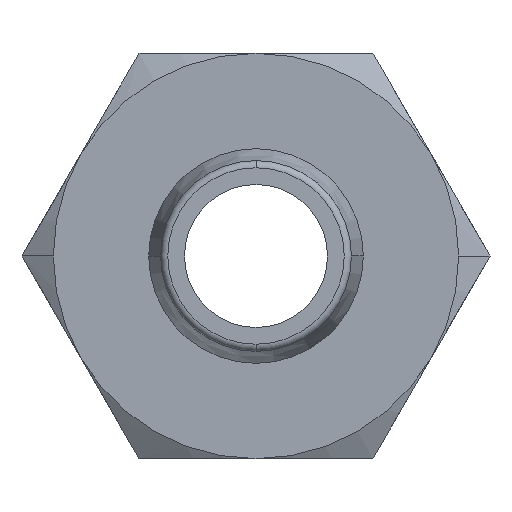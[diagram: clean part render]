
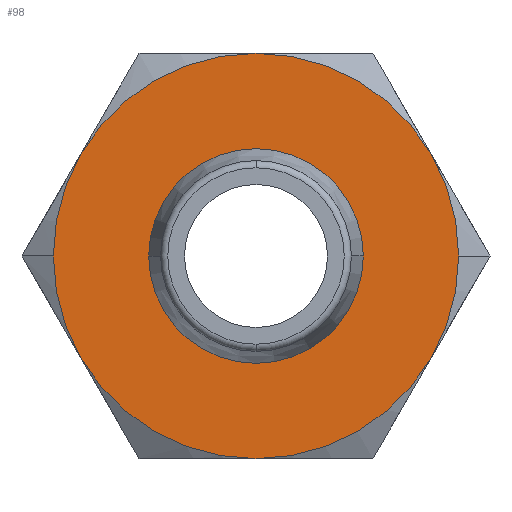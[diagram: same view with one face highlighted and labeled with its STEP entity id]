
A CAD part, front view. The second image highlights one B-rep face of the part: STEP entity #98.
In plain terms, the highlighted planar face has unit normal (0, -1, 0).
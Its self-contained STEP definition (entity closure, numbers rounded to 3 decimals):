
#98=ADVANCED_FACE('',(#215,#216),#217,.T.);
#215=FACE_OUTER_BOUND('',#352,.T.);
#216=FACE_BOUND('',#353,.T.);
#217=PLANE('',#354);
#352=EDGE_LOOP('',(#566,#567,#568,#569,#570,#571,#572,#573));
#353=EDGE_LOOP('',(#574,#575));
#354=AXIS2_PLACEMENT_3D('',#576,#577,#578);
#566=ORIENTED_EDGE('',*,*,#857,.T.);
#567=ORIENTED_EDGE('',*,*,#858,.T.);
#568=ORIENTED_EDGE('',*,*,#859,.T.);
#569=ORIENTED_EDGE('',*,*,#851,.T.);
#570=ORIENTED_EDGE('',*,*,#828,.T.);
#571=ORIENTED_EDGE('',*,*,#860,.T.);
#572=ORIENTED_EDGE('',*,*,#839,.T.);
#573=ORIENTED_EDGE('',*,*,#861,.T.);
#574=ORIENTED_EDGE('',*,*,#862,.F.);
#575=ORIENTED_EDGE('',*,*,#863,.F.);
#576=CARTESIAN_POINT('',(-4.25,14.0,0.0));
#577=DIRECTION('',(0.,-1.0,0.0));
#578=DIRECTION('',(-1.0,0.,0.0));
#828=EDGE_CURVE('',#993,#991,#994,.T.);
#839=EDGE_CURVE('',#950,#1006,#1008,.T.);
#851=EDGE_CURVE('',#927,#993,#1025,.T.);
#857=EDGE_CURVE('',#1033,#1034,#1035,.T.);
#858=EDGE_CURVE('',#1034,#962,#1036,.T.);
#859=EDGE_CURVE('',#962,#927,#1037,.T.);
#860=EDGE_CURVE('',#991,#950,#1038,.T.);
#861=EDGE_CURVE('',#1006,#1033,#1039,.T.);
#862=EDGE_CURVE('',#1040,#1041,#1042,.T.);
#863=EDGE_CURVE('',#1041,#1040,#1043,.T.);
#927=VERTEX_POINT('',#1115);
#950=VERTEX_POINT('',#1165);
#962=VERTEX_POINT('',#1202);
#991=VERTEX_POINT('',#1257);
#993=VERTEX_POINT('',#1260);
#994=CIRCLE('',#1261,8.5);
#1006=VERTEX_POINT('',#1286);
#1008=CIRCLE('',#1299,8.5);
#1025=CIRCLE('',#1331,8.5);
#1033=VERTEX_POINT('',#1341);
#1034=VERTEX_POINT('',#1342);
#1035=CIRCLE('',#1343,8.5);
#1036=CIRCLE('',#1344,8.5);
#1037=CIRCLE('',#1345,8.5);
#1038=CIRCLE('',#1346,8.5);
#1039=CIRCLE('',#1347,8.5);
#1040=VERTEX_POINT('',#1348);
#1041=VERTEX_POINT('',#1349);
#1042=CIRCLE('',#1350,4.5);
#1043=CIRCLE('',#1351,4.5);
#1115=CARTESIAN_POINT('',(0.,14.0,-8.5));
#1165=CARTESIAN_POINT('',(7.361,14.0,4.25));
#1202=CARTESIAN_POINT('',(-7.361,14.0,-4.25));
#1257=CARTESIAN_POINT('',(8.5,14.0,0.));
#1260=CARTESIAN_POINT('',(7.361,14.0,-4.25));
#1261=AXIS2_PLACEMENT_3D('',#1514,#1515,#1516);
#1286=CARTESIAN_POINT('',(0.,14.0,8.5));
#1299=AXIS2_PLACEMENT_3D('',#1528,#1529,#1530);
#1331=AXIS2_PLACEMENT_3D('',#1544,#1545,#1546);
#1341=CARTESIAN_POINT('',(-7.361,14.0,4.25));
#1342=CARTESIAN_POINT('',(-8.5,14.0,0.));
#1343=AXIS2_PLACEMENT_3D('',#1552,#1553,#1554);
#1344=AXIS2_PLACEMENT_3D('',#1555,#1556,#1557);
#1345=AXIS2_PLACEMENT_3D('',#1558,#1559,#1560);
#1346=AXIS2_PLACEMENT_3D('',#1561,#1562,#1563);
#1347=AXIS2_PLACEMENT_3D('',#1564,#1565,#1566);
#1348=CARTESIAN_POINT('',(-4.5,14.0,0.));
#1349=CARTESIAN_POINT('',(4.5,14.0,0.));
#1350=AXIS2_PLACEMENT_3D('',#1567,#1568,#1569);
#1351=AXIS2_PLACEMENT_3D('',#1570,#1571,#1572);
#1514=CARTESIAN_POINT('',(0.,14.0,0.0));
#1515=DIRECTION('',(0.,-1.0,0.0));
#1516=DIRECTION('',(-1.0,0.,0.0));
#1528=CARTESIAN_POINT('',(0.,14.0,0.0));
#1529=DIRECTION('',(0.,-1.0,0.0));
#1530=DIRECTION('',(-1.0,0.,0.0));
#1544=CARTESIAN_POINT('',(0.,14.0,0.0));
#1545=DIRECTION('',(0.,-1.0,0.0));
#1546=DIRECTION('',(-1.0,0.,0.0));
#1552=CARTESIAN_POINT('',(0.,14.0,0.0));
#1553=DIRECTION('',(0.,-1.0,0.0));
#1554=DIRECTION('',(-1.0,0.,0.0));
#1555=CARTESIAN_POINT('',(0.,14.0,0.0));
#1556=DIRECTION('',(0.,-1.0,0.0));
#1557=DIRECTION('',(-1.0,0.,0.0));
#1558=CARTESIAN_POINT('',(0.,14.0,0.0));
#1559=DIRECTION('',(0.,-1.0,0.0));
#1560=DIRECTION('',(-1.0,0.,0.0));
#1561=CARTESIAN_POINT('',(0.,14.0,0.0));
#1562=DIRECTION('',(0.,-1.0,0.0));
#1563=DIRECTION('',(-1.0,0.,0.0));
#1564=CARTESIAN_POINT('',(0.,14.0,0.0));
#1565=DIRECTION('',(0.,-1.0,0.0));
#1566=DIRECTION('',(-1.0,0.,0.0));
#1567=CARTESIAN_POINT('',(0.0,14.0,0.0));
#1568=DIRECTION('',(0.,-1.0,0.0));
#1569=DIRECTION('',(1.0,0.,0.0));
#1570=CARTESIAN_POINT('',(0.0,14.0,0.0));
#1571=DIRECTION('',(0.,-1.0,0.0));
#1572=DIRECTION('',(1.0,0.,0.0));
